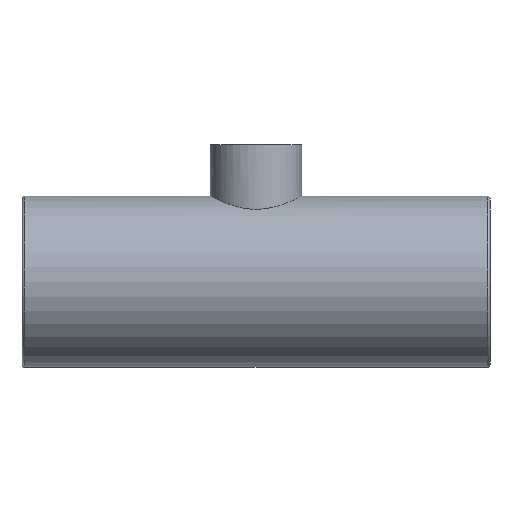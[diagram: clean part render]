
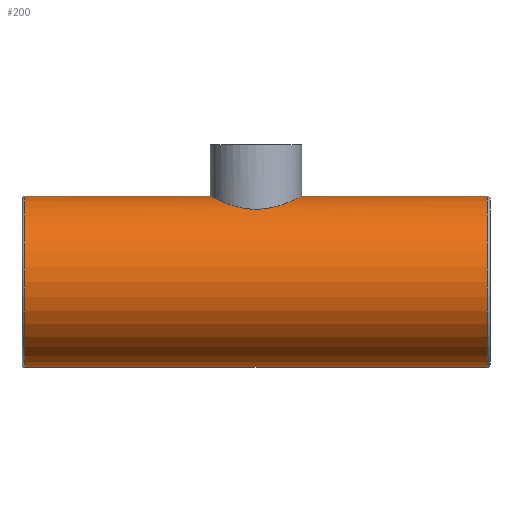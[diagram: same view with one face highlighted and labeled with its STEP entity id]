
A CAD part, front view. The second image highlights one B-rep face of the part: STEP entity #200.
In plain terms, the highlighted cylindrical face has radius 66.675 mm (diameter 133.35 mm), a full revolution.
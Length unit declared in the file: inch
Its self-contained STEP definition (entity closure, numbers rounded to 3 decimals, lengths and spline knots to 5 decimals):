
#23=FACE_BOUND('',#47,.T.);
#32=FACE_OUTER_BOUND('',#46,.T.);
#46=EDGE_LOOP('',(#158,#159,#160,#161,#162,#163));
#47=EDGE_LOOP('',(#164));
#59=CIRCLE('',#233,2.625);
#60=CIRCLE('',#234,2.625);
#67=CIRCLE('',#242,2.625);
#68=CIRCLE('',#243,2.625);
#74=LINE('',#428,#79);
#79=VECTOR('',#302,2.625);
#83=B_SPLINE_CURVE_WITH_KNOTS('',3,(#430,#431,#432,#433,#434,#435,#436,
#437,#438,#439,#440,#441,#442,#443,#444,#445,#446,#447,#448,#449,#450,#451,
#452,#453,#454,#455,#456,#457,#458,#459,#460,#461,#462,#463,#464,#465,#466,
#467,#468,#469,#470,#471,#472,#473,#474,#475,#476,#477,#478,#479,#480,#481,
#482,#483,#484,#485,#486,#487,#488,#489,#490,#491,#492,#493,#494,#495,#496,
#497,#498,#499),.UNSPECIFIED.,.T.,.F.,(4,3,3,3,3,3,3,3,3,3,3,3,3,3,3,3,
3,3,3,3,3,3,3,4),(0.,0.34616,0.66369,0.89515,
1.26111,1.53696,1.70546,2.07711,2.28732,
2.45295,2.84152,3.10524,3.28566,3.65858,
3.89862,4.07078,4.43681,4.67847,4.87809,
5.22582,5.42032,5.58783,5.95827,6.26901),
 .UNSPECIFIED.);
#90=VERTEX_POINT('',#406);
#91=VERTEX_POINT('',#407);
#96=VERTEX_POINT('',#420);
#97=VERTEX_POINT('',#422);
#98=VERTEX_POINT('',#429);
#110=EDGE_CURVE('',#90,#91,#59,.T.);
#111=EDGE_CURVE('',#91,#90,#60,.T.);
#118=EDGE_CURVE('',#97,#96,#67,.F.);
#119=EDGE_CURVE('',#96,#97,#68,.F.);
#120=EDGE_CURVE('',#97,#90,#74,.T.);
#121=EDGE_CURVE('',#98,#98,#83,.T.);
#158=ORIENTED_EDGE('',*,*,#118,.T.);
#159=ORIENTED_EDGE('',*,*,#119,.T.);
#160=ORIENTED_EDGE('',*,*,#120,.T.);
#161=ORIENTED_EDGE('',*,*,#110,.T.);
#162=ORIENTED_EDGE('',*,*,#111,.T.);
#163=ORIENTED_EDGE('',*,*,#120,.F.);
#164=ORIENTED_EDGE('',*,*,#121,.F.);
#179=CYLINDRICAL_SURFACE('',#246,2.625);
#200=ADVANCED_FACE('',(#32,#23),#179,.T.);
#233=AXIS2_PLACEMENT_3D('',#408,#274,#275);
#234=AXIS2_PLACEMENT_3D('',#409,#276,#277);
#242=AXIS2_PLACEMENT_3D('',#423,#292,#293);
#243=AXIS2_PLACEMENT_3D('',#424,#294,#295);
#246=AXIS2_PLACEMENT_3D('',#427,#300,#301);
#274=DIRECTION('center_axis',(1.,0.,0.));
#275=DIRECTION('ref_axis',(0.,0.,-1.));
#276=DIRECTION('center_axis',(1.,0.,0.));
#277=DIRECTION('ref_axis',(0.,0.,-1.));
#292=DIRECTION('center_axis',(1.,0.,0.));
#293=DIRECTION('ref_axis',(0.,0.,-1.));
#294=DIRECTION('center_axis',(1.,0.,0.));
#295=DIRECTION('ref_axis',(0.,0.,-1.));
#300=DIRECTION('center_axis',(1.,0.,0.));
#301=DIRECTION('ref_axis',(0.,0.,1.));
#302=DIRECTION('',(-1.,0.,0.));
#406=CARTESIAN_POINT('',(-7.0875,0.,-2.625));
#407=CARTESIAN_POINT('',(-7.0875,0.,2.625));
#408=CARTESIAN_POINT('Origin',(-7.0875,0.,0.));
#409=CARTESIAN_POINT('Origin',(-7.0875,0.,0.));
#420=CARTESIAN_POINT('',(7.0875,0.,2.625));
#422=CARTESIAN_POINT('',(7.0875,0.,-2.625));
#423=CARTESIAN_POINT('Origin',(7.0875,0.,0.));
#424=CARTESIAN_POINT('Origin',(7.0875,0.,0.));
#427=CARTESIAN_POINT('Origin',(7.175,0.,0.));
#428=CARTESIAN_POINT('',(7.175,0.,-2.625));
#429=CARTESIAN_POINT('',(1.4,0.,2.625));
#430=CARTESIAN_POINT('Ctrl Pts',(0.,-1.4,2.2205));
#431=CARTESIAN_POINT('Ctrl Pts',(0.159,-1.4,2.2205));
#432=CARTESIAN_POINT('Ctrl Pts',(0.32486,-1.37168,2.23905));
#433=CARTESIAN_POINT('Ctrl Pts',(0.47939,-1.31537,2.27166));
#434=CARTESIAN_POINT('Ctrl Pts',(0.62113,-1.26371,2.30157));
#435=CARTESIAN_POINT('Ctrl Pts',(0.75364,-1.18874,2.34251));
#436=CARTESIAN_POINT('Ctrl Pts',(0.86761,-1.09875,2.38398));
#437=CARTESIAN_POINT('Ctrl Pts',(0.9507,-1.03314,2.41422));
#438=CARTESIAN_POINT('Ctrl Pts',(1.02271,-0.9619,2.44397));
#439=CARTESIAN_POINT('Ctrl Pts',(1.08922,-0.87955,2.47326));
#440=CARTESIAN_POINT('Ctrl Pts',(1.19436,-0.74934,2.51957));
#441=CARTESIAN_POINT('Ctrl Pts',(1.28007,-0.59331,2.56264));
#442=CARTESIAN_POINT('Ctrl Pts',(1.3334,-0.42668,2.59009));
#443=CARTESIAN_POINT('Ctrl Pts',(1.37359,-0.30107,2.61078));
#444=CARTESIAN_POINT('Ctrl Pts',(1.39555,-0.16955,2.62263));
#445=CARTESIAN_POINT('Ctrl Pts',(1.39937,-0.0419,2.62467));
#446=CARTESIAN_POINT('Ctrl Pts',(1.40171,0.03607,2.62591));
#447=CARTESIAN_POINT('Ctrl Pts',(1.39762,0.114,2.62372));
#448=CARTESIAN_POINT('Ctrl Pts',(1.38664,0.19292,2.6179));
#449=CARTESIAN_POINT('Ctrl Pts',(1.36243,0.36698,2.60507));
#450=CARTESIAN_POINT('Ctrl Pts',(1.30348,0.54011,2.57369));
#451=CARTESIAN_POINT('Ctrl Pts',(1.21671,0.69255,2.53199));
#452=CARTESIAN_POINT('Ctrl Pts',(1.16763,0.77877,2.50841));
#453=CARTESIAN_POINT('Ctrl Pts',(1.10991,0.85853,2.48179));
#454=CARTESIAN_POINT('Ctrl Pts',(1.04698,0.92943,2.45495));
#455=CARTESIAN_POINT('Ctrl Pts',(0.99739,0.98529,2.4338));
#456=CARTESIAN_POINT('Ctrl Pts',(0.94505,1.03565,2.41263));
#457=CARTESIAN_POINT('Ctrl Pts',(0.88668,1.08342,2.39099));
#458=CARTESIAN_POINT('Ctrl Pts',(0.74975,1.19549,2.34021));
#459=CARTESIAN_POINT('Ctrl Pts',(0.58427,1.28561,2.28949));
#460=CARTESIAN_POINT('Ctrl Pts',(0.40745,1.3394,2.25757));
#461=CARTESIAN_POINT('Ctrl Pts',(0.28745,1.3759,2.23592));
#462=CARTESIAN_POINT('Ctrl Pts',(0.16237,1.39589,2.22309));
#463=CARTESIAN_POINT('Ctrl Pts',(0.04046,1.39942,2.22087));
#464=CARTESIAN_POINT('Ctrl Pts',(-0.04294,1.40183,2.21935));
#465=CARTESIAN_POINT('Ctrl Pts',(-0.12651,1.39687,2.22252));
#466=CARTESIAN_POINT('Ctrl Pts',(-0.21072,1.38405,2.23048));
#467=CARTESIAN_POINT('Ctrl Pts',(-0.38478,1.35755,2.24692));
#468=CARTESIAN_POINT('Ctrl Pts',(-0.55646,1.29651,2.28464));
#469=CARTESIAN_POINT('Ctrl Pts',(-0.70734,1.20817,2.33044));
#470=CARTESIAN_POINT('Ctrl Pts',(-0.80447,1.1513,2.35992));
#471=CARTESIAN_POINT('Ctrl Pts',(-0.89313,1.08338,2.39235));
#472=CARTESIAN_POINT('Ctrl Pts',(-0.97007,1.00944,2.42315));
#473=CARTESIAN_POINT('Ctrl Pts',(-1.02525,0.95641,2.44524));
#474=CARTESIAN_POINT('Ctrl Pts',(-1.07653,0.89857,2.46733));
#475=CARTESIAN_POINT('Ctrl Pts',(-1.12395,0.83471,2.48875));
#476=CARTESIAN_POINT('Ctrl Pts',(-1.22478,0.69894,2.53429));
#477=CARTESIAN_POINT('Ctrl Pts',(-1.30398,0.53874,2.57477));
#478=CARTESIAN_POINT('Ctrl Pts',(-1.35021,0.37004,2.59879));
#479=CARTESIAN_POINT('Ctrl Pts',(-1.38073,0.25867,2.61465));
#480=CARTESIAN_POINT('Ctrl Pts',(-1.39706,0.14383,2.62343));
#481=CARTESIAN_POINT('Ctrl Pts',(-1.39963,0.03218,2.6248));
#482=CARTESIAN_POINT('Ctrl Pts',(-1.40175,-0.06004,
2.62593));
#483=CARTESIAN_POINT('Ctrl Pts',(-1.39483,-0.15309,2.62221));
#484=CARTESIAN_POINT('Ctrl Pts',(-1.37814,-0.24645,2.61341));
#485=CARTESIAN_POINT('Ctrl Pts',(-1.34905,-0.40909,2.59807));
#486=CARTESIAN_POINT('Ctrl Pts',(-1.28971,-0.56875,2.56684));
#487=CARTESIAN_POINT('Ctrl Pts',(-1.20665,-0.70993,2.52718));
#488=CARTESIAN_POINT('Ctrl Pts',(-1.16018,-0.78891,2.50499));
#489=CARTESIAN_POINT('Ctrl Pts',(-1.1065,-0.86219,2.48036));
#490=CARTESIAN_POINT('Ctrl Pts',(-1.04833,-0.9279,2.45553));
#491=CARTESIAN_POINT('Ctrl Pts',(-0.99824,-0.9845,
2.43414));
#492=CARTESIAN_POINT('Ctrl Pts',(-0.94534,-1.03545,2.41273));
#493=CARTESIAN_POINT('Ctrl Pts',(-0.88629,-1.08374,2.39084));
#494=CARTESIAN_POINT('Ctrl Pts',(-0.75569,-1.19054,2.34243));
#495=CARTESIAN_POINT('Ctrl Pts',(-0.59921,-1.27749,2.29404));
#496=CARTESIAN_POINT('Ctrl Pts',(-0.43163,-1.3318,2.26206));
#497=CARTESIAN_POINT('Ctrl Pts',(-0.29105,-1.37736,2.23524));
#498=CARTESIAN_POINT('Ctrl Pts',(-0.14273,-1.4,2.2205));
#499=CARTESIAN_POINT('Ctrl Pts',(0.,-1.4,2.2205));
